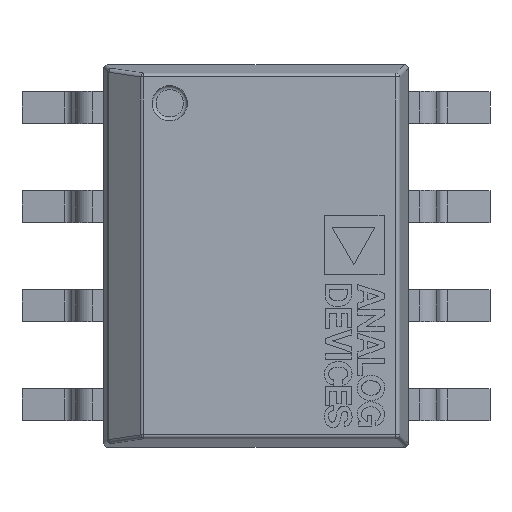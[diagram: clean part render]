
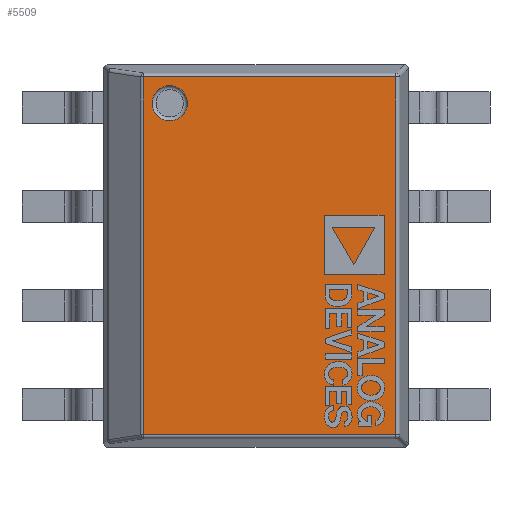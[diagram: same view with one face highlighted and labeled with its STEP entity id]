
A CAD part, top view. The second image highlights one B-rep face of the part: STEP entity #5509.
In plain terms, the highlighted planar face has unit normal (0, 0, 1).
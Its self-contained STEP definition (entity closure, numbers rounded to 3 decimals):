
#178=FACE_BOUND('',#2114,.T.);
#216=LINE('',#7828,#835);
#220=LINE('',#7855,#839);
#250=LINE('',#7984,#869);
#258=LINE('',#7996,#877);
#835=VECTOR('',#6374,10.);
#839=VECTOR('',#6406,10.);
#869=VECTOR('',#6546,10.);
#877=VECTOR('',#6562,10.);
#1526=PLANE('',#6012);
#1786=FACE_OUTER_BOUND('',#2113,.T.);
#2113=EDGE_LOOP('',(#4026,#4027,#4028,#4029));
#2114=EDGE_LOOP('',(#4030));
#2411=CIRCLE('',#5916,0.225);
#2507=VERTEX_POINT('',#7801);
#2508=VERTEX_POINT('',#7806);
#2514=VERTEX_POINT('',#7820);
#2517=VERTEX_POINT('',#7830);
#2523=VERTEX_POINT('',#7847);
#3038=EDGE_CURVE('',#2507,#2507,#2411,.T.);
#3049=EDGE_CURVE('',#2514,#2508,#216,.T.);
#3062=EDGE_CURVE('',#2523,#2514,#220,.T.);
#3128=EDGE_CURVE('',#2517,#2523,#250,.T.);
#3136=EDGE_CURVE('',#2508,#2517,#258,.T.);
#4026=ORIENTED_EDGE('',*,*,#3049,.F.);
#4027=ORIENTED_EDGE('',*,*,#3062,.F.);
#4028=ORIENTED_EDGE('',*,*,#3128,.F.);
#4029=ORIENTED_EDGE('',*,*,#3136,.F.);
#4030=ORIENTED_EDGE('',*,*,#3038,.T.);
#5509=ADVANCED_FACE('',(#1786,#178),#1526,.T.);
#5916=AXIS2_PLACEMENT_3D('',#7803,#6343,#6344);
#6012=AXIS2_PLACEMENT_3D('',#8014,#6588,#6589);
#6343=DIRECTION('center_axis',(0.,0.,-1.));
#6344=DIRECTION('ref_axis',(1.,0.,0.));
#6374=DIRECTION('',(-1.,0.,0.));
#6406=DIRECTION('',(0.,-1.,0.));
#6546=DIRECTION('',(1.,0.,0.));
#6562=DIRECTION('',(0.,1.,0.));
#6588=DIRECTION('center_axis',(0.,0.,1.));
#6589=DIRECTION('ref_axis',(1.,0.,0.));
#7801=CARTESIAN_POINT('',(-0.881,1.957,1.75));
#7803=CARTESIAN_POINT('Origin',(-1.106,1.957,1.75));
#7806=CARTESIAN_POINT('',(-1.443,-2.294,1.75));
#7820=CARTESIAN_POINT('',(1.794,-2.294,1.75));
#7828=CARTESIAN_POINT('',(-1.463,-2.294,1.75));
#7830=CARTESIAN_POINT('',(-1.443,2.294,1.75));
#7847=CARTESIAN_POINT('',(1.794,2.294,1.75));
#7855=CARTESIAN_POINT('',(1.794,0.,1.75));
#7984=CARTESIAN_POINT('',(-1.463,2.294,1.75));
#7996=CARTESIAN_POINT('',(-1.443,0.,1.75));
#8014=CARTESIAN_POINT('Origin',(-1.95,0.,1.75));
